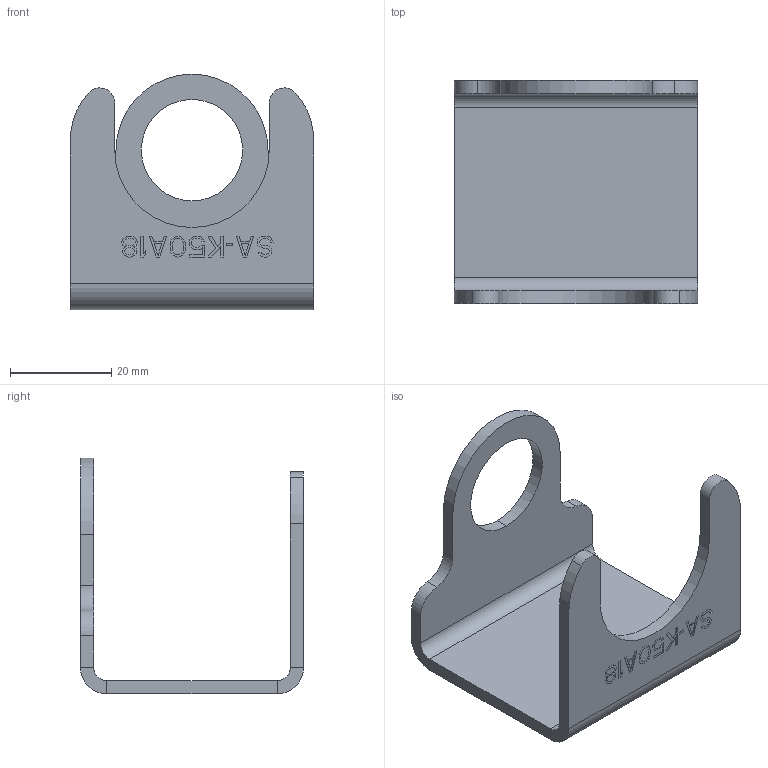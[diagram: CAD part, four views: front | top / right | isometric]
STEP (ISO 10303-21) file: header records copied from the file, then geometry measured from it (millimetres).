
FILE_DESCRIPTION((''),'2;1');
FILE_NAME('141611_SW','2008-08-08T',('banengservice'),('BANNER ENGINEERING'),'PRO/ENGINEER BY PARAMETRIC TECHNOLOGY CORPORATION, 2006170','PRO/ENGINEER BY PARAMETRIC TECHNOLOGY CORPORATION, 2006170','');
FILE_SCHEMA(('CONFIG_CONTROL_DESIGN'));
Length unit declared in the file: inch
Products named in the file (1): 141611_SW
Bounding box: 48 x 44 x 46.51 mm (x, y, z)
Volume: 11211.2 mm3; surface area: 9726.2 mm2
Topology: 1 solids, 1 shells, 299 faces, 833 edges, 550 vertices
Faces by surface type: plane 283, cylinder 16
Entity records: 9435 total; most frequent: CARTESIAN_POINT 1682, ORIENTED_EDGE 1666, DIRECTION 1463, EDGE_CURVE 833, VECTOR 801, LINE 801, VERTEX_POINT 550, AXIS2_PLACEMENT_3D 331
